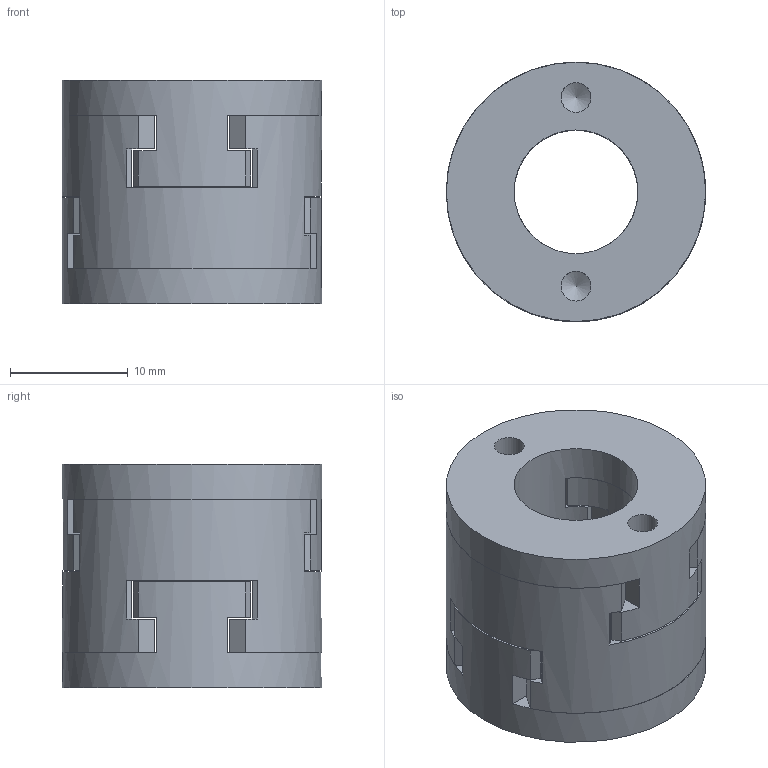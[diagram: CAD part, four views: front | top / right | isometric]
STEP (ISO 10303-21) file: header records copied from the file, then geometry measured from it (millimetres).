
FILE_DESCRIPTION(/* description */ (''),/* implementation_level */ '2;1');
FILE_NAME(/* name */ 'HW2950WC-Rat Rig Bi-Material Lead Screw Decoupler.step',/* time_stamp */ '2022-10-11T10:53:08+01:00',/* author */ (''),/* organization */ (''),/* preprocessor_version */ 'ST-DEVELOPER v19',/* originating_system */ 'Autodesk Translation Framework v11.7.0.108',/* authorisation */ '');
FILE_SCHEMA (('AUTOMOTIVE_DESIGN { 1 0 10303 214 3 1 1 }'));
Length unit declared in the file: millimetre
Products named in the file (1): HW2950WC
Bounding box: 22 x 22 x 19 mm (x, y, z)
Volume: 5332.7 mm3; surface area: 4855.7 mm2
Topology: 3 solids, 3 shells, 112 faces, 326 edges, 216 vertices
Faces by surface type: plane 94, cylinder 10, bspline 4, cone 4
Full cylindrical faces by diameter (mm): 2.529 x4, 10.5 x3, 22 x3
Entity records: 3819 total; most frequent: CARTESIAN_POINT 775, ORIENTED_EDGE 644, DIRECTION 608, EDGE_CURVE 322, LINE 222, VECTOR 222, VERTEX_POINT 216, AXIS2_PLACEMENT_3D 193
